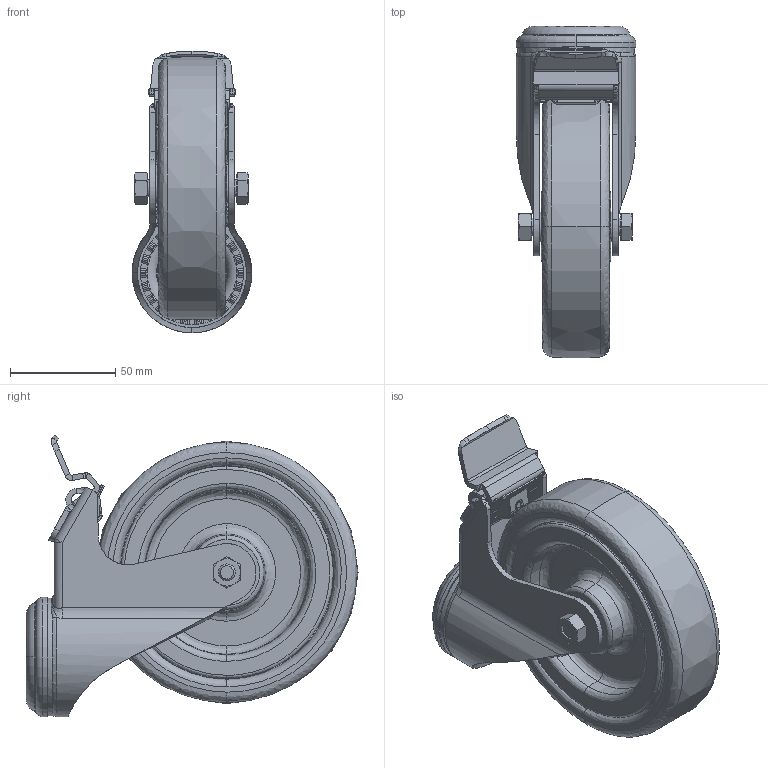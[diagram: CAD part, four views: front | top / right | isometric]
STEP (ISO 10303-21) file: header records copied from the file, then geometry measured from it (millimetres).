
FILE_DESCRIPTION (( 'STEP AP214' ), '1' );
FILE_NAME ('Accessories for aluminium profiles098S125GDN.step', '2016-10-19T13:41:24', ( '' ), ( '' ), 'SwSTEP 2.0', 'SolidWorks 2016', '' );
FILE_SCHEMA (( 'AUTOMOTIVE_DESIGN' ));
Length unit declared in the file: millimetre
Products named in the file (5): VPA_126_8K_105122-214_selction no pls; 4DIN931M08048MS01; 4DIN934M08M; 098SR.u.Tab_098S125D; Accessories for aluminium profiles098S125GDN
Assembly tree (4 placements, depth 2):
  Accessories for aluminium profiles098S125GDN
    098SR.u.Tab_098S125D
    4DIN934M08M
    4DIN931M08048MS01
    VPA_126_8K_105122-214_selction no pls
Bounding box: 57 x 158.04 x 134.11 mm (x, y, z)
Volume: 366910.7 mm3; surface area: 93170.1 mm2
Topology: 5 solids, 5 shells, 1814 faces, 4730 edges, 2991 vertices
Faces by surface type: plane 777, bspline 419, cylinder 398, torus 150, cone 66, sphere 4
Entity records: 84135 total; most frequent: CARTESIAN_POINT 40267, ORIENTED_EDGE 9444, DIRECTION 6584, EDGE_CURVE 4722, VERTEX_POINT 2991, VECTOR 2392, LINE 2392, AXIS2_PLACEMENT_3D 2096
